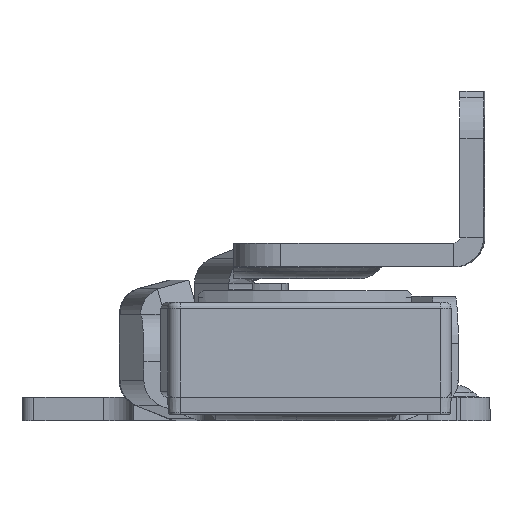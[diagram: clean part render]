
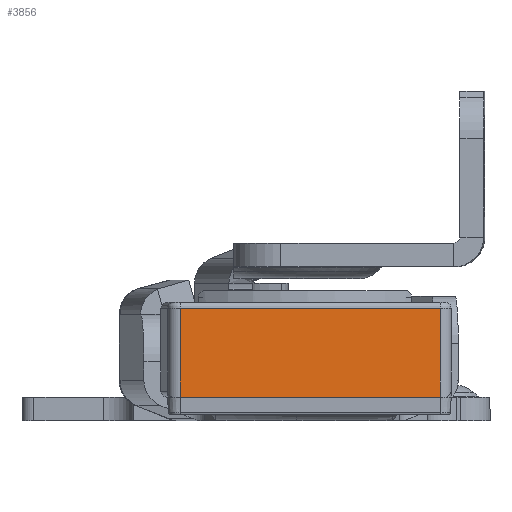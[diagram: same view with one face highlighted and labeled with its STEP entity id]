
A CAD part, left-side view. The second image highlights one B-rep face of the part: STEP entity #3856.
In plain terms, the highlighted face is planar.
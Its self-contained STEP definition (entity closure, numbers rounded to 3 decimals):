
#135 = CARTESIAN_POINT ( 'NONE',  ( 10., 11., 0.5 ) ) ;
#964 = VERTEX_POINT ( 'NONE', #6925 ) ;
#1034 = VERTEX_POINT ( 'NONE', #135 ) ;
#1397 = ORIENTED_EDGE ( 'NONE', *, *, #7154, .T. ) ;
#1545 = DIRECTION ( 'NONE',  ( 0., 0., -1. ) ) ;
#1682 = EDGE_CURVE ( 'NONE', #11644, #964, #11730, .T. ) ;
#1710 = EDGE_LOOP ( 'NONE', ( #1397, #4891, #1883, #8371 ) ) ;
#1711 = FACE_OUTER_BOUND ( 'NONE', #1710, .T. ) ;
#1868 = PLANE ( 'NONE',  #4516 ) ;
#1883 = ORIENTED_EDGE ( 'NONE', *, *, #6622, .F. ) ;
#2163 = LINE ( 'NONE', #2447, #5257 ) ;
#2406 = DIRECTION ( 'NONE',  ( 0., -1., 0. ) ) ;
#2447 = CARTESIAN_POINT ( 'NONE',  ( 10., 11., 0.5 ) ) ;
#2861 = DIRECTION ( 'NONE',  ( 0., 0., -1. ) ) ;
#2996 = CARTESIAN_POINT ( 'NONE',  ( 10., 11., 8. ) ) ;
#3405 = VERTEX_POINT ( 'NONE', #6267 ) ;
#3856 = ADVANCED_FACE ( 'NONE', ( #1711 ), #1868, .T. ) ;
#4516 = AXIS2_PLACEMENT_3D ( 'NONE', #8647, #14231, #2861 ) ;
#4891 = ORIENTED_EDGE ( 'NONE', *, *, #12876, .T. ) ;
#5257 = VECTOR ( 'NONE', #14037, 1000. ) ;
#5728 = DIRECTION ( 'NONE',  ( 0., 0., -1. ) ) ;
#6267 = CARTESIAN_POINT ( 'NONE',  ( 10., -11., 0.5 ) ) ;
#6622 = EDGE_CURVE ( 'NONE', #11644, #1034, #14352, .T. ) ;
#6865 = CARTESIAN_POINT ( 'NONE',  ( 10., -11., 8. ) ) ;
#6925 = CARTESIAN_POINT ( 'NONE',  ( 10., -11., 8. ) ) ;
#7154 = EDGE_CURVE ( 'NONE', #964, #3405, #14886, .T. ) ;
#8371 = ORIENTED_EDGE ( 'NONE', *, *, #1682, .T. ) ;
#8401 = CARTESIAN_POINT ( 'NONE',  ( 10., 11., 8. ) ) ;
#8647 = CARTESIAN_POINT ( 'NONE',  ( 10., 11., 8. ) ) ;
#10616 = CARTESIAN_POINT ( 'NONE',  ( 10., 11., 8. ) ) ;
#11240 = VECTOR ( 'NONE', #1545, 1000. ) ;
#11644 = VERTEX_POINT ( 'NONE', #2996 ) ;
#11730 = LINE ( 'NONE', #10616, #13865 ) ;
#12876 = EDGE_CURVE ( 'NONE', #3405, #1034, #2163, .T. ) ;
#12932 = VECTOR ( 'NONE', #5728, 1000. ) ;
#13865 = VECTOR ( 'NONE', #2406, 1000. ) ;
#14037 = DIRECTION ( 'NONE',  ( 0., 1., 0. ) ) ;
#14231 = DIRECTION ( 'NONE',  ( 1., 0., 0. ) ) ;
#14352 = LINE ( 'NONE', #8401, #11240 ) ;
#14886 = LINE ( 'NONE', #6865, #12932 ) ;
